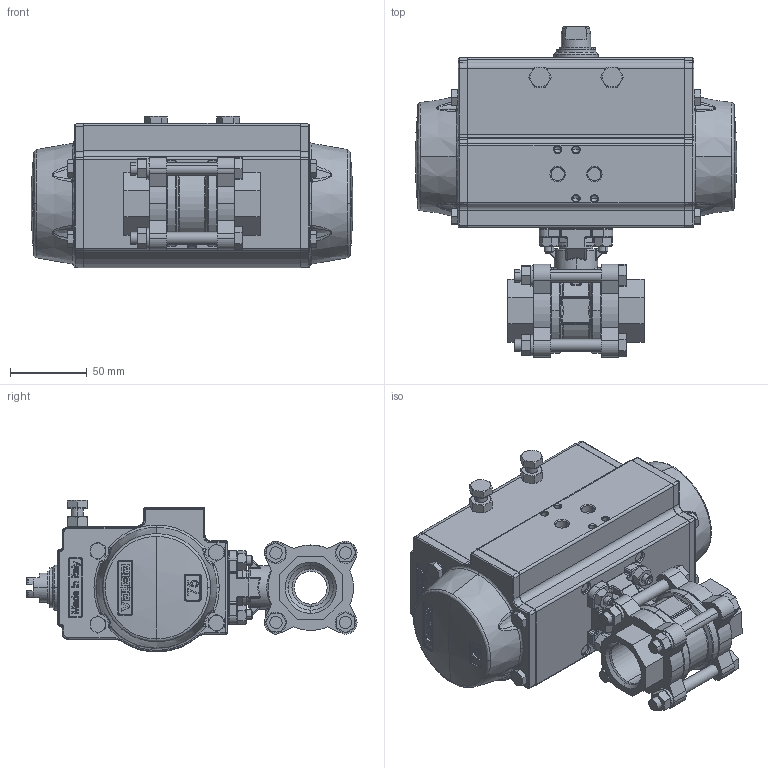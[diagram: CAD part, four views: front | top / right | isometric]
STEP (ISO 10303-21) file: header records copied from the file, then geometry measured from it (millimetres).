
FILE_DESCRIPTION (( 'STEP AP203' ), '1' );
FILE_NAME ('8700-100F_UT-2.STEP', '2013-07-30T17:11:56', ( '' ), ( '' ), 'SwSTEP 2.0', 'SolidWorks 2013', '' );
FILE_SCHEMA (( 'CONFIG_CONTROL_DESIGN' ));
Products named in the file (1): 8700-100F_UT-2
Bounding box: 209.78 x 215.36 x 99.11 mm (x, y, z)
Volume: 1737378.4 mm3; surface area: 173595.8 mm2
Topology: 31 solids, 33 shells, 2674 faces, 6639 edges, 4087 vertices
Faces by surface type: plane 891, cylinder 622, bspline 515, cone 469, sphere 90, torus 87
Entity records: 104384 total; most frequent: CARTESIAN_POINT 44344, ORIENTED_EDGE 13178, DIRECTION 11677, EDGE_CURVE 6589, AXIS2_PLACEMENT_3D 4488, VERTEX_POINT 4087, EDGE_LOOP 2864, VECTOR 2701
